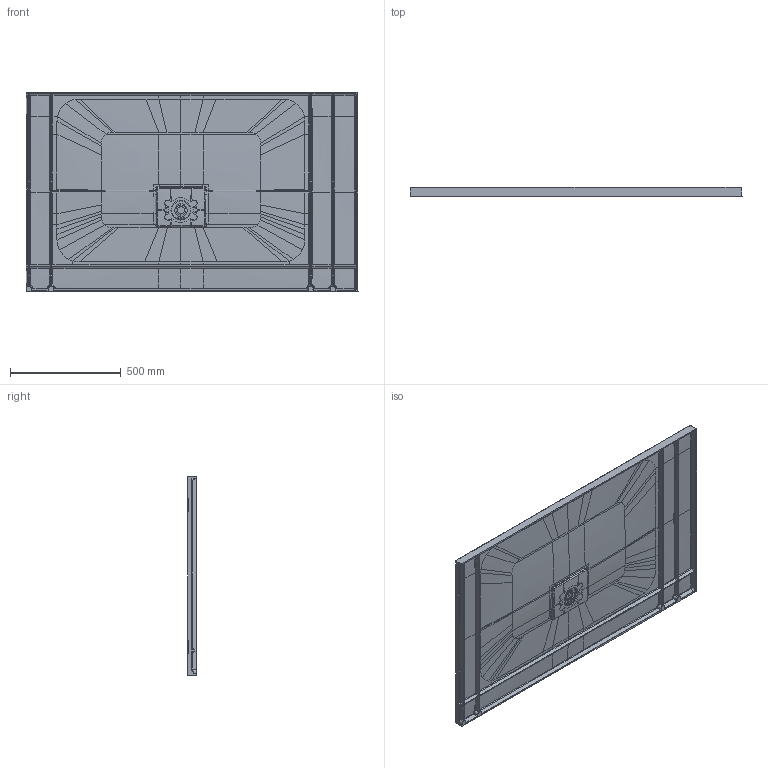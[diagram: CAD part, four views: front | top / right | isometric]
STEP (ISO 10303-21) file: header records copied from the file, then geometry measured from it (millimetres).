
FILE_DESCRIPTION((''),'2;1');
FILE_NAME('UDQ1590SQI2LV-SQUARO-INFINITY_ASM','2022-07-07T08:17:23',('GrootJ'),('Villeroy & Boch Wellness bv'),'CREO PARAMETRIC BY PTC INC, 2020454','CREO PARAMETRIC BY PTC INC, 2020454','');
FILE_SCHEMA(('CONFIG_CONTROL_DESIGN'));
Products named in the file (10): UDQ1590SQI2LV_SQUARO_INFINITY; V3P1304-101; V3P1304-102; V3P1304-106; V3P1304-103; V3P1304-104; V3P1304-105; INFINITY_DEKSEL-GLIMLIJN_060722_ASM; LOGO_INFINITY_06072022; UDQ1590SQI2LV-SQUARO-INFINITY_ASM
Assembly tree (12 placements, depth 3):
  UDQ1590SQI2LV-SQUARO-INFINITY_ASM
    UDQ1590SQI2LV_SQUARO_INFINITY
    INFINITY_DEKSEL-GLIMLIJN_060722_ASM
      V3P1304-101
      V3P1304-102
      V3P1304-106  x4
      V3P1304-103
      V3P1304-104
      V3P1304-105
    LOGO_INFINITY_06072022
Bounding box: 1500 x 40 x 900 mm (x, y, z)
Volume: 23088818 mm3; surface area: 3239542.4 mm2
Topology: 39 solids, 40 shells, 6032 faces, 14273 edges, 8295 vertices
Faces by surface type: bspline 2663, cylinder 1316, plane 965, extrusion 477, sphere 310, cone 153, torus 146, revolution 2
Entity records: 309719 total; most frequent: CARTESIAN_POINT 194827, ORIENTED_EDGE 28306, DIRECTION 16907, EDGE_CURVE 14155, VERTEX_POINT 8235, B_SPLINE_CURVE_WITH_KNOTS 7353, AXIS2_PLACEMENT_3D 6273, EDGE_LOOP 6062
